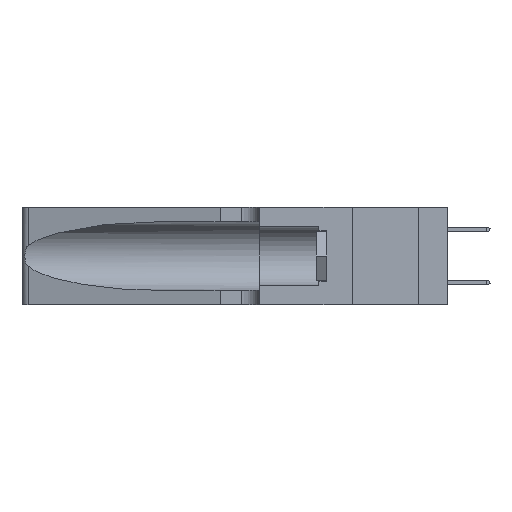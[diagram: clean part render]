
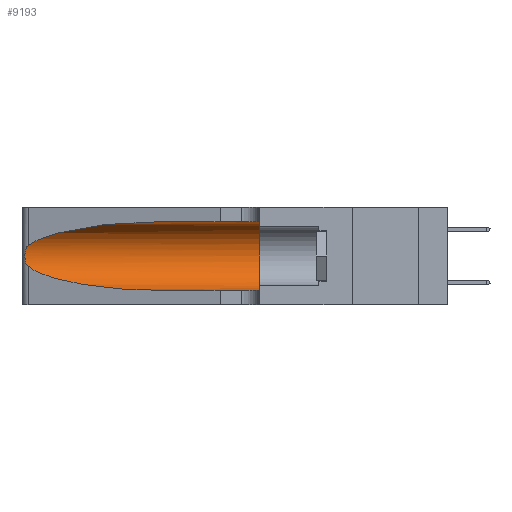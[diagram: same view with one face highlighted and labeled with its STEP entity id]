
A CAD part, left-side view. The second image highlights one B-rep face of the part: STEP entity #9193.
In plain terms, the highlighted cylindrical face has radius 3.308 mm (diameter 6.617 mm), a partial arc.
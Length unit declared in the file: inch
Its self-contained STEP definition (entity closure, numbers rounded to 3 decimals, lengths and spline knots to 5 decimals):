
#588 = VERTEX_POINT ( 'NONE', #4913 ) ;
#914 = FACE_OUTER_BOUND ( 'NONE', #17432, .T. ) ;
#1129 = CARTESIAN_POINT ( 'NONE',  ( 0.1305, 1.61858, 0.05475 ) ) ;
#1141 = AXIS2_PLACEMENT_3D ( 'NONE', #11041, #20760, #14271 ) ;
#1461 = CARTESIAN_POINT ( 'NONE',  ( 0.25555, 1.22994, 0.2215 ) ) ;
#1478 = DIRECTION ( 'NONE',  ( 0., 0., 1. ) ) ;
#1616 = CARTESIAN_POINT ( 'NONE',  ( 0.25856, 1.23593, 0.16098 ) ) ;
#3406 = CARTESIAN_POINT ( 'NONE',  ( 0.25639, 1.23186, 0.15144 ) ) ;
#3653 = VERTEX_POINT ( 'NONE', #5005 ) ;
#3795 = CARTESIAN_POINT ( 'NONE',  ( 0.1305, 0.72297, 0.31525 ) ) ;
#4372 = CARTESIAN_POINT ( 'NONE',  ( 0.1305, 0.72297, 0.05475 ) ) ;
#4913 = CARTESIAN_POINT ( 'NONE',  ( 0.1305, 0.72297, 0.31525 ) ) ;
#4922 = ORIENTED_EDGE ( 'NONE', *, *, #5198, .T. ) ;
#5005 = CARTESIAN_POINT ( 'NONE',  ( 0.25487, 1.22718, 0.14631 ) ) ;
#5110 = CARTESIAN_POINT ( 'NONE',  ( 0.25487, 1.22718, 0.22369 ) ) ;
#5181 = CARTESIAN_POINT ( 'NONE',  ( 0.25487, 1.22718, 0.14631 ) ) ;
#5198 = EDGE_CURVE ( 'NONE', #7835, #3653, #10700, .T. ) ;
#5557 = CARTESIAN_POINT ( 'NONE',  ( 0.2373, 1.15595, 0.28018 ) ) ;
#5711 = EDGE_CURVE ( 'NONE', #3653, #7261, #6752, .T. ) ;
#6367 = EDGE_CURVE ( 'NONE', #588, #18523, #21425, .T. ) ;
#6752 =( BOUNDED_CURVE ( )  B_SPLINE_CURVE ( 3, ( #16337, #17949, #8194, #19592 ),
 .UNSPECIFIED., .F., .T. ) 
 B_SPLINE_CURVE_WITH_KNOTS ( ( 4, 4 ),
 ( 3.44316, 4.71239 ),
 .UNSPECIFIED. ) 
 CURVE ( )  GEOMETRIC_REPRESENTATION_ITEM ( )  RATIONAL_B_SPLINE_CURVE ( ( 1., 0.87, 0.87, 1. ) ) 
 REPRESENTATION_ITEM ( '' )  );
#6860 = CARTESIAN_POINT ( 'NONE',  ( 0.25639, 1.23184, 0.21858 ) ) ;
#7261 = VERTEX_POINT ( 'NONE', #4372 ) ;
#7390 = EDGE_CURVE ( 'NONE', #18523, #14977, #21128, .T. ) ;
#7835 = VERTEX_POINT ( 'NONE', #19190 ) ;
#8194 = CARTESIAN_POINT ( 'NONE',  ( 0.18966, 0.96281, 0.05475 ) ) ;
#8449 = ORIENTED_EDGE ( 'NONE', *, *, #17692, .T. ) ;
#8585 = CARTESIAN_POINT ( 'NONE',  ( 0.25854, 1.2359, 0.20912 ) ) ;
#9193 = ADVANCED_FACE ( 'NONE', ( #914 ), #17759, .F. ) ;
#10298 = CARTESIAN_POINT ( 'NONE',  ( 0.26075, 1.23896, 0.19203 ) ) ;
#10700 = B_SPLINE_CURVE_WITH_KNOTS ( 'NONE', 3,
 ( #5110, #1461, #6860, #18321, #8585, #19954, #10298, #21589, #11920, #1616, #13531, #3406, #15157, #5181 ),
 .UNSPECIFIED., .F., .F.,
 ( 4, 2, 2, 2, 2, 2, 4 ),
 ( 0., 0.00027, 0.00053, 0.00107, 0.0016, 0.00187, 0.00214 ),
 .UNSPECIFIED. ) ;
#11041 = CARTESIAN_POINT ( 'NONE',  ( 0.1305, 1.61858, 0.185 ) ) ;
#11319 = ORIENTED_EDGE ( 'NONE', *, *, #7390, .F. ) ;
#11802 = DIRECTION ( 'NONE',  ( 0., 1., 0. ) ) ;
#11824 = ORIENTED_EDGE ( 'NONE', *, *, #15633, .T. ) ;
#11920 = CARTESIAN_POINT ( 'NONE',  ( 0.26017, 1.23833, 0.17102 ) ) ;
#12836 = VECTOR ( 'NONE', #14690, 39.37008 ) ;
#12876 = AXIS2_PLACEMENT_3D ( 'NONE', #21462, #11802, #1478 ) ;
#13062 = CARTESIAN_POINT ( 'NONE',  ( 0.1305, 1.61858, 0.31525 ) ) ;
#13531 = CARTESIAN_POINT ( 'NONE',  ( 0.25789, 1.23486, 0.15765 ) ) ;
#14068 = LINE ( 'NONE', #1129, #17860 ) ;
#14271 = DIRECTION ( 'NONE',  ( 0., 0., -1. ) ) ;
#14591 = ORIENTED_EDGE ( 'NONE', *, *, #6367, .F. ) ;
#14690 = DIRECTION ( 'NONE',  ( 0., -1., 0. ) ) ;
#14977 = VERTEX_POINT ( 'NONE', #19549 ) ;
#15157 = CARTESIAN_POINT ( 'NONE',  ( 0.25555, 1.22993, 0.14849 ) ) ;
#15487 = CARTESIAN_POINT ( 'NONE',  ( 0.18966, 0.96281, 0.31525 ) ) ;
#15633 = EDGE_CURVE ( 'NONE', #7261, #14977, #14068, .T. ) ;
#16337 = CARTESIAN_POINT ( 'NONE',  ( 0.25487, 1.22718, 0.14631 ) ) ;
#16342 = DIRECTION ( 'NONE',  ( 0., -1., 0. ) ) ;
#16624 = ORIENTED_EDGE ( 'NONE', *, *, #5711, .T. ) ;
#17125 = CARTESIAN_POINT ( 'NONE',  ( 0.25487, 1.22718, 0.22369 ) ) ;
#17432 = EDGE_LOOP ( 'NONE', ( #8449, #4922, #16624, #11824, #11319, #14591 ) ) ;
#17692 = EDGE_CURVE ( 'NONE', #588, #7835, #18829, .T. ) ;
#17759 = CYLINDRICAL_SURFACE ( 'NONE', #1141, 0.13025 ) ;
#17860 = VECTOR ( 'NONE', #16342, 39.37008 ) ;
#17864 = CARTESIAN_POINT ( 'NONE',  ( 0.1305, 0.35, 0.31525 ) ) ;
#17949 = CARTESIAN_POINT ( 'NONE',  ( 0.2373, 1.15595, 0.08982 ) ) ;
#18321 = CARTESIAN_POINT ( 'NONE',  ( 0.25787, 1.23484, 0.2124 ) ) ;
#18523 = VERTEX_POINT ( 'NONE', #17864 ) ;
#18829 =( BOUNDED_CURVE ( )  B_SPLINE_CURVE ( 3, ( #3795, #15487, #5557, #17125 ),
 .UNSPECIFIED., .F., .T. ) 
 B_SPLINE_CURVE_WITH_KNOTS ( ( 4, 4 ),
 ( 1.5708, 2.84003 ),
 .UNSPECIFIED. ) 
 CURVE ( )  GEOMETRIC_REPRESENTATION_ITEM ( )  RATIONAL_B_SPLINE_CURVE ( ( 1., 0.87, 0.87, 1. ) ) 
 REPRESENTATION_ITEM ( '' )  );
#19190 = CARTESIAN_POINT ( 'NONE',  ( 0.25487, 1.22718, 0.22369 ) ) ;
#19549 = CARTESIAN_POINT ( 'NONE',  ( 0.1305, 0.35, 0.05475 ) ) ;
#19592 = CARTESIAN_POINT ( 'NONE',  ( 0.1305, 0.72297, 0.05475 ) ) ;
#19954 = CARTESIAN_POINT ( 'NONE',  ( 0.26018, 1.23835, 0.19895 ) ) ;
#20760 = DIRECTION ( 'NONE',  ( 0., -1., 0. ) ) ;
#21128 = CIRCLE ( 'NONE', #12876, 0.13025 ) ;
#21425 = LINE ( 'NONE', #13062, #12836 ) ;
#21462 = CARTESIAN_POINT ( 'NONE',  ( 0.1305, 0.35, 0.185 ) ) ;
#21589 = CARTESIAN_POINT ( 'NONE',  ( 0.26075, 1.23896, 0.178 ) ) ;
